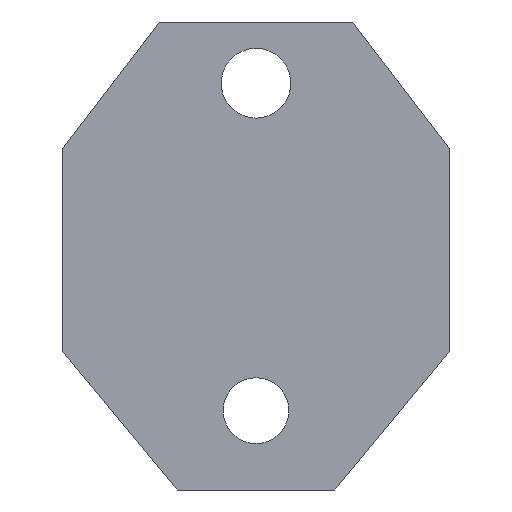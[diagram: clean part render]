
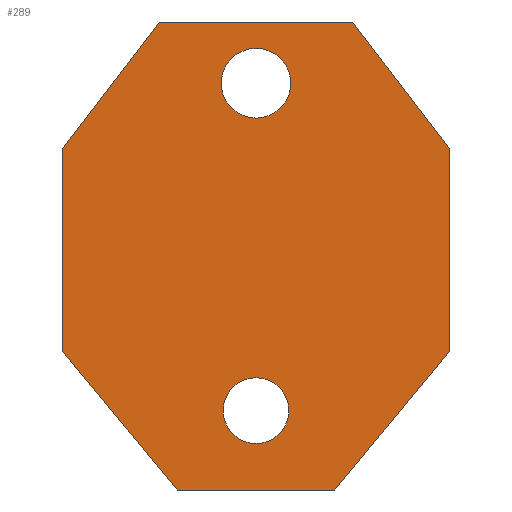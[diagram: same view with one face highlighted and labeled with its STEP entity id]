
A CAD part, front view. The second image highlights one B-rep face of the part: STEP entity #289.
In plain terms, the highlighted planar face has unit normal (0, -1, 0).
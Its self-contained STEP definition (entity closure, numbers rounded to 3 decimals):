
#18=FACE_BOUND('',#51,.T.);
#19=FACE_BOUND('',#52,.T.);
#22=CIRCLE('',#315,1.8);
#23=CIRCLE('',#322,1.7);
#33=FACE_OUTER_BOUND('',#50,.T.);
#50=EDGE_LOOP('',(#226,#227,#228,#229,#230,#231,#232,#233));
#51=EDGE_LOOP('',(#234));
#52=EDGE_LOOP('',(#235));
#71=LINE('',#435,#105);
#73=LINE('',#439,#107);
#75=LINE('',#443,#109);
#77=LINE('',#447,#111);
#80=LINE('',#453,#114);
#82=LINE('',#457,#116);
#83=LINE('',#459,#117);
#84=LINE('',#460,#118);
#105=VECTOR('',#355,10.);
#107=VECTOR('',#359,10.);
#109=VECTOR('',#363,10.);
#111=VECTOR('',#367,10.);
#114=VECTOR('',#372,10.);
#116=VECTOR('',#376,10.);
#117=VECTOR('',#377,10.);
#118=VECTOR('',#378,10.);
#136=VERTEX_POINT('',#426);
#138=VERTEX_POINT('',#432);
#139=VERTEX_POINT('',#434);
#140=VERTEX_POINT('',#438);
#141=VERTEX_POINT('',#442);
#142=VERTEX_POINT('',#446);
#144=VERTEX_POINT('',#452);
#145=VERTEX_POINT('',#456);
#146=VERTEX_POINT('',#458);
#147=VERTEX_POINT('',#461);
#161=EDGE_CURVE('',#136,#136,#22,.T.);
#165=EDGE_CURVE('',#139,#138,#71,.T.);
#167=EDGE_CURVE('',#140,#139,#73,.T.);
#169=EDGE_CURVE('',#141,#140,#75,.T.);
#171=EDGE_CURVE('',#142,#141,#77,.T.);
#174=EDGE_CURVE('',#144,#142,#80,.T.);
#176=EDGE_CURVE('',#138,#145,#82,.T.);
#177=EDGE_CURVE('',#145,#146,#83,.T.);
#178=EDGE_CURVE('',#146,#144,#84,.T.);
#179=EDGE_CURVE('',#147,#147,#23,.T.);
#226=ORIENTED_EDGE('',*,*,#176,.T.);
#227=ORIENTED_EDGE('',*,*,#177,.T.);
#228=ORIENTED_EDGE('',*,*,#178,.T.);
#229=ORIENTED_EDGE('',*,*,#174,.T.);
#230=ORIENTED_EDGE('',*,*,#171,.T.);
#231=ORIENTED_EDGE('',*,*,#169,.T.);
#232=ORIENTED_EDGE('',*,*,#167,.T.);
#233=ORIENTED_EDGE('',*,*,#165,.T.);
#234=ORIENTED_EDGE('',*,*,#161,.T.);
#235=ORIENTED_EDGE('',*,*,#179,.T.);
#274=PLANE('',#321);
#289=ADVANCED_FACE('',(#33,#18,#19),#274,.T.);
#315=AXIS2_PLACEMENT_3D('',#427,#348,#349);
#321=AXIS2_PLACEMENT_3D('',#455,#374,#375);
#322=AXIS2_PLACEMENT_3D('',#462,#379,#380);
#348=DIRECTION('center_axis',(0.,1.,0.));
#349=DIRECTION('ref_axis',(1.,0.,0.));
#355=DIRECTION('',(0.,0.,-1.));
#359=DIRECTION('',(-0.607,0.,-0.794));
#363=DIRECTION('',(-1.,0.,0.));
#367=DIRECTION('',(-0.607,0.,0.794));
#372=DIRECTION('',(0.,0.,1.));
#374=DIRECTION('center_axis',(0.,-1.,0.));
#375=DIRECTION('ref_axis',(1.,0.,0.));
#376=DIRECTION('',(0.637,0.,-0.77));
#377=DIRECTION('',(1.,0.,0.));
#378=DIRECTION('',(0.637,0.,0.77));
#379=DIRECTION('center_axis',(0.,1.,0.));
#380=DIRECTION('ref_axis',(1.,0.,0.));
#426=CARTESIAN_POINT('',(-1.8,43.175,88.));
#427=CARTESIAN_POINT('Origin',(0.,43.175,88.));
#432=CARTESIAN_POINT('',(-10.001,43.175,74.127));
#434=CARTESIAN_POINT('',(-10.001,43.175,84.627));
#435=CARTESIAN_POINT('',(-10.001,43.175,74.127));
#438=CARTESIAN_POINT('',(-5.001,43.175,91.167));
#439=CARTESIAN_POINT('',(-10.001,43.175,84.627));
#442=CARTESIAN_POINT('',(4.999,43.175,91.167));
#443=CARTESIAN_POINT('',(-5.001,43.175,91.167));
#446=CARTESIAN_POINT('',(9.999,43.175,84.627));
#447=CARTESIAN_POINT('',(4.999,43.175,91.167));
#452=CARTESIAN_POINT('',(9.999,43.175,74.127));
#453=CARTESIAN_POINT('',(9.999,43.175,74.127));
#455=CARTESIAN_POINT('Origin',(-0.001,43.175,79.072));
#456=CARTESIAN_POINT('',(-4.084,43.175,66.976));
#457=CARTESIAN_POINT('',(-10.001,43.175,74.127));
#458=CARTESIAN_POINT('',(4.082,43.175,66.976));
#459=CARTESIAN_POINT('',(4.082,43.175,66.976));
#460=CARTESIAN_POINT('',(4.082,43.175,66.976));
#461=CARTESIAN_POINT('',(-1.701,43.175,71.077));
#462=CARTESIAN_POINT('Origin',(-0.001,43.175,71.077));
